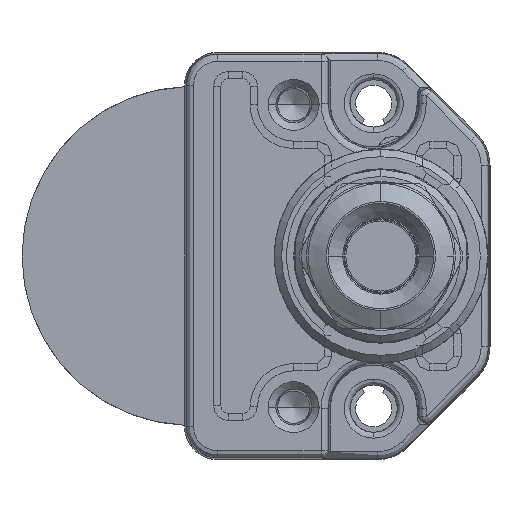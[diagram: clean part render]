
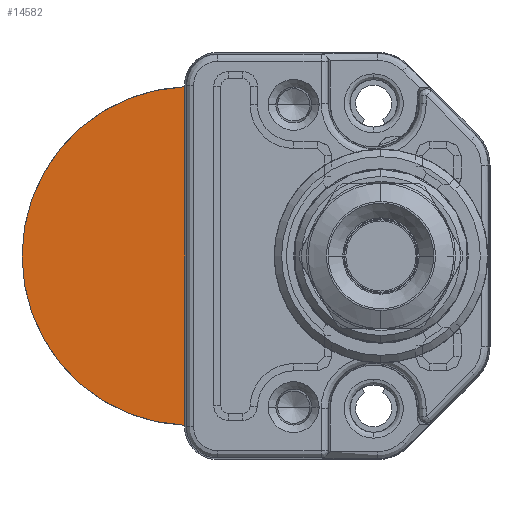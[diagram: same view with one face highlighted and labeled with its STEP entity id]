
A CAD part, left-side view. The second image highlights one B-rep face of the part: STEP entity #14582.
In plain terms, the highlighted planar face has unit normal (-1, 0, 0).
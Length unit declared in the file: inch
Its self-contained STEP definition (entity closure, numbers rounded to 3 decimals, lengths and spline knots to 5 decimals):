
#1766=DIRECTION('',(0.,0.,1.));
#1767=VECTOR('',#1766,0.91659);
#1768=CARTESIAN_POINT('',(0.,0.82677,-0.4583));
#1769=LINE('',#1768,#1767);
#1770=CARTESIAN_POINT('',(0.,0.80846,0.));
#1771=DIRECTION('',(-1.,0.,0.));
#1772=DIRECTION('',(0.,0.04,0.999));
#1773=AXIS2_PLACEMENT_3D('',#1770,#1771,#1772);
#11739=CARTESIAN_POINT('',(0.,0.82677,-0.4583));
#11740=CARTESIAN_POINT('',(0.,0.82677,0.4583));
#11741=VERTEX_POINT('',#11739);
#11742=VERTEX_POINT('',#11740);
#14572=CARTESIAN_POINT('',(0.,0.74941,0.));
#14573=DIRECTION('',(-1.,0.,0.));
#14574=DIRECTION('',(0.,0.,1.));
#14575=AXIS2_PLACEMENT_3D('',#14572,#14573,#14574);
#14576=PLANE('',#14575);
#14578=ORIENTED_EDGE('',*,*,#14577,.F.);
#14579=ORIENTED_EDGE('',*,*,#14561,.F.);
#14580=EDGE_LOOP('',(#14578,#14579));
#14581=FACE_OUTER_BOUND('',#14580,.F.);
#14582=ADVANCED_FACE('',(#14581),#14576,.T.);
#1774=CIRCLE('',#1773,0.45866);
#14561=EDGE_CURVE('',#11742,#11741,#1774,.T.);
#14577=EDGE_CURVE('',#11741,#11742,#1769,.T.);
